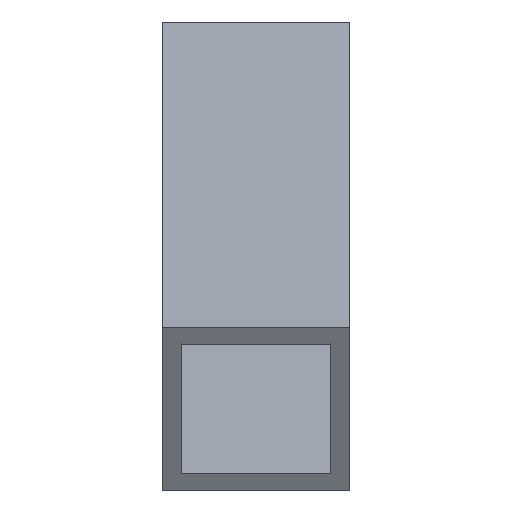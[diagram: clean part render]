
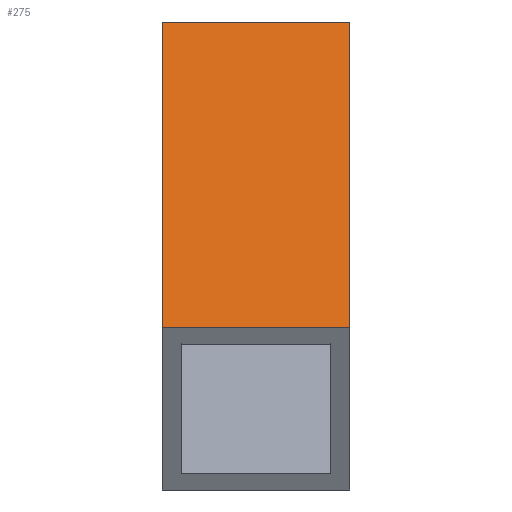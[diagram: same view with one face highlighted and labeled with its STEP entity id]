
A CAD part, left-side view. The second image highlights one B-rep face of the part: STEP entity #275.
In plain terms, the highlighted planar face has unit normal (-0.5, 0, 0.866).
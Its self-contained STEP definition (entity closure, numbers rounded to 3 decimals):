
#27=FACE_OUTER_BOUND('',#42,.T.);
#42=EDGE_LOOP('',(#227,#228,#229,#230));
#77=LINE('',#442,#113);
#78=LINE('',#445,#114);
#79=LINE('',#447,#115);
#80=LINE('',#448,#116);
#113=VECTOR('',#365,10.);
#114=VECTOR('',#368,10.);
#115=VECTOR('',#369,10.);
#116=VECTOR('',#370,10.);
#139=VERTEX_POINT('',#438);
#140=VERTEX_POINT('',#440);
#141=VERTEX_POINT('',#444);
#142=VERTEX_POINT('',#446);
#173=EDGE_CURVE('',#139,#140,#77,.T.);
#174=EDGE_CURVE('',#141,#139,#78,.T.);
#175=EDGE_CURVE('',#142,#140,#79,.T.);
#176=EDGE_CURVE('',#141,#142,#80,.T.);
#227=ORIENTED_EDGE('',*,*,#174,.T.);
#228=ORIENTED_EDGE('',*,*,#173,.T.);
#229=ORIENTED_EDGE('',*,*,#175,.F.);
#230=ORIENTED_EDGE('',*,*,#176,.F.);
#261=PLANE('',#309);
#275=ADVANCED_FACE('',(#27),#261,.T.);
#309=AXIS2_PLACEMENT_3D('',#443,#366,#367);
#365=DIRECTION('',(0.,1.,0.));
#366=DIRECTION('center_axis',(-0.5,0.,0.866));
#367=DIRECTION('ref_axis',(0.866,0.,0.5));
#368=DIRECTION('',(0.866,0.,0.5));
#369=DIRECTION('',(0.866,0.,0.5));
#370=DIRECTION('',(0.,1.,0.));
#438=CARTESIAN_POINT('',(-20.359,0.,10.));
#440=CARTESIAN_POINT('',(-20.359,20.,10.));
#442=CARTESIAN_POINT('',(-20.359,0.,10.));
#443=CARTESIAN_POINT('Origin',(-76.962,0.,-22.679));
#444=CARTESIAN_POINT('',(-76.962,0.,-22.679));
#445=CARTESIAN_POINT('',(-76.962,0.,-22.679));
#446=CARTESIAN_POINT('',(-76.962,20.,-22.679));
#447=CARTESIAN_POINT('',(-76.962,20.,-22.679));
#448=CARTESIAN_POINT('',(-76.962,0.,-22.679));
